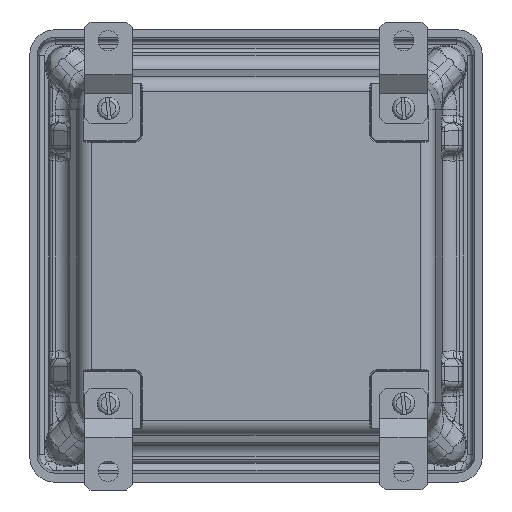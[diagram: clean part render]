
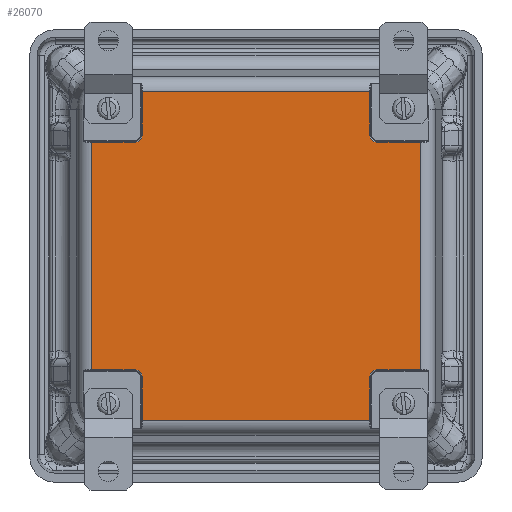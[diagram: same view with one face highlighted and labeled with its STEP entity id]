
A CAD part, front view. The second image highlights one B-rep face of the part: STEP entity #26070.
In plain terms, the highlighted planar face has unit normal (0, -1, 0).
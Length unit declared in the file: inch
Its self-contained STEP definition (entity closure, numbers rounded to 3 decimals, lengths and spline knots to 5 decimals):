
#201 = DIRECTION ( 'NONE',  ( 0., 1., 0. ) ) ;
#582 = EDGE_CURVE ( 'NONE', #28096, #13287, #35944, .T. ) ;
#643 = EDGE_CURVE ( 'NONE', #4201, #22697, #9405, .T. ) ;
#1282 = DIRECTION ( 'NONE',  ( 0., 1., 0. ) ) ;
#1616 = ORIENTED_EDGE ( 'NONE', *, *, #41755, .T. ) ;
#1663 = CARTESIAN_POINT ( 'NONE',  ( -2.484, -4.175, -1.93068 ) ) ;
#1669 = CARTESIAN_POINT ( 'NONE',  ( -2.79301, -4.175, 1.93068 ) ) ;
#2498 = PLANE ( 'NONE',  #30207 ) ;
#2618 = CIRCLE ( 'NONE', #3277, 0.13932 ) ;
#3277 = AXIS2_PLACEMENT_3D ( 'NONE', #20229, #201, #23583 ) ;
#4184 = EDGE_CURVE ( 'NONE', #39458, #28096, #32162, .T. ) ;
#4201 = VERTEX_POINT ( 'NONE', #22755 ) ;
#5088 = CARTESIAN_POINT ( 'NONE',  ( 1.93068, -4.175, 2.07 ) ) ;
#5170 = VERTEX_POINT ( 'NONE', #15239 ) ;
#5778 = VERTEX_POINT ( 'NONE', #5088 ) ;
#5988 = DIRECTION ( 'NONE',  ( -1., 0., 0. ) ) ;
#6390 = ORIENTED_EDGE ( 'NONE', *, *, #12448, .T. ) ;
#6551 = CARTESIAN_POINT ( 'NONE',  ( -2.484, -4.175, 2.79301 ) ) ;
#6604 = CARTESIAN_POINT ( 'NONE',  ( 1.93068, -4.175, 2.79301 ) ) ;
#6767 = DIRECTION ( 'NONE',  ( 0., 0., -1. ) ) ;
#6950 = ORIENTED_EDGE ( 'NONE', *, *, #582, .T. ) ;
#7482 = CARTESIAN_POINT ( 'NONE',  ( 1.93068, -4.175, 2.484 ) ) ;
#7649 = CARTESIAN_POINT ( 'NONE',  ( -1.93068, -4.175, 2.79301 ) ) ;
#7826 = EDGE_CURVE ( 'NONE', #39520, #28701, #34612, .T. ) ;
#8164 = CIRCLE ( 'NONE', #17791, 0.13932 ) ;
#8711 = VERTEX_POINT ( 'NONE', #9986 ) ;
#8715 = EDGE_CURVE ( 'NONE', #28701, #33167, #37184, .T. ) ;
#8728 = EDGE_CURVE ( 'NONE', #8711, #4201, #38213, .T. ) ;
#9222 = CARTESIAN_POINT ( 'NONE',  ( -2.484, -4.175, 2.484 ) ) ;
#9405 = LINE ( 'NONE', #30871, #26068 ) ;
#9986 = CARTESIAN_POINT ( 'NONE',  ( -1.93068, -4.175, -2.07 ) ) ;
#10455 = VECTOR ( 'NONE', #40770, 39.37008 ) ;
#10785 = CARTESIAN_POINT ( 'NONE',  ( -2.79301, -4.175, 2.484 ) ) ;
#11421 = ORIENTED_EDGE ( 'NONE', *, *, #37239, .T. ) ;
#11624 = LINE ( 'NONE', #7482, #19479 ) ;
#11662 = VECTOR ( 'NONE', #6767, 39.37008 ) ;
#11976 = CIRCLE ( 'NONE', #38204, 0.13932 ) ;
#12021 = EDGE_CURVE ( 'NONE', #37851, #37094, #33340, .T. ) ;
#12448 = EDGE_CURVE ( 'NONE', #33167, #5170, #30728, .T. ) ;
#12567 = DIRECTION ( 'NONE',  ( 0., 0., 1. ) ) ;
#12938 = LINE ( 'NONE', #24093, #38443 ) ;
#13287 = VERTEX_POINT ( 'NONE', #24485 ) ;
#14188 = ORIENTED_EDGE ( 'NONE', *, *, #8728, .T. ) ;
#15239 = CARTESIAN_POINT ( 'NONE',  ( 2.07, -4.175, 1.93068 ) ) ;
#15338 = EDGE_CURVE ( 'NONE', #37094, #39458, #8164, .T. ) ;
#15768 = ORIENTED_EDGE ( 'NONE', *, *, #7826, .T. ) ;
#16486 = CARTESIAN_POINT ( 'NONE',  ( -2.07, -4.175, -2.07 ) ) ;
#16744 = CARTESIAN_POINT ( 'NONE',  ( 2.79301, -4.175, -1.93068 ) ) ;
#16816 = DIRECTION ( 'NONE',  ( 0., 0., 1. ) ) ;
#16948 = LINE ( 'NONE', #36702, #32499 ) ;
#17118 = ORIENTED_EDGE ( 'NONE', *, *, #643, .T. ) ;
#17461 = EDGE_LOOP ( 'NONE', ( #37488, #22349, #6950, #22740, #1616, #14188, #17118, #24893, #29590, #15768, #42386, #6390, #36295, #11421, #39521, #24121 ) ) ;
#17527 = CARTESIAN_POINT ( 'NONE',  ( -2.07, -4.175, 1.93068 ) ) ;
#17557 = DIRECTION ( 'NONE',  ( 0., 1., 0. ) ) ;
#17791 = AXIS2_PLACEMENT_3D ( 'NONE', #37432, #17557, #40793 ) ;
#19479 = VECTOR ( 'NONE', #34098, 39.37008 ) ;
#19519 = VERTEX_POINT ( 'NONE', #35940 ) ;
#19822 = DIRECTION ( 'NONE',  ( 0., 0., 1. ) ) ;
#20195 = VERTEX_POINT ( 'NONE', #23976 ) ;
#20229 = CARTESIAN_POINT ( 'NONE',  ( 2.07, -4.175, 2.07 ) ) ;
#20717 = VECTOR ( 'NONE', #26649, 39.37008 ) ;
#21331 = CARTESIAN_POINT ( 'NONE',  ( 2.07, -4.175, -2.07 ) ) ;
#21855 = VECTOR ( 'NONE', #26915, 39.37008 ) ;
#22269 = EDGE_CURVE ( 'NONE', #5170, #5778, #2618, .T. ) ;
#22349 = ORIENTED_EDGE ( 'NONE', *, *, #4184, .T. ) ;
#22697 = VERTEX_POINT ( 'NONE', #26889 ) ;
#22740 = ORIENTED_EDGE ( 'NONE', *, *, #42506, .T. ) ;
#22755 = CARTESIAN_POINT ( 'NONE',  ( -1.93068, -4.175, -2.79301 ) ) ;
#23344 = VECTOR ( 'NONE', #5988, 39.37008 ) ;
#23383 = CARTESIAN_POINT ( 'NONE',  ( -1.93068, -4.175, 2.484 ) ) ;
#23482 = VECTOR ( 'NONE', #23910, 39.37008 ) ;
#23582 = CARTESIAN_POINT ( 'NONE',  ( -2.484, -4.175, 1.93068 ) ) ;
#23583 = DIRECTION ( 'NONE',  ( 0., 0., 1. ) ) ;
#23910 = DIRECTION ( 'NONE',  ( 0., 0., -1. ) ) ;
#23976 = CARTESIAN_POINT ( 'NONE',  ( -2.07, -4.175, -1.93068 ) ) ;
#24042 = CARTESIAN_POINT ( 'NONE',  ( -1.93068, -4.175, 2.484 ) ) ;
#24093 = CARTESIAN_POINT ( 'NONE',  ( -2.484, -4.175, -1.93068 ) ) ;
#24121 = ORIENTED_EDGE ( 'NONE', *, *, #12021, .T. ) ;
#24448 = CARTESIAN_POINT ( 'NONE',  ( 2.07, -4.175, -1.93068 ) ) ;
#24485 = CARTESIAN_POINT ( 'NONE',  ( -2.79301, -4.175, -1.93068 ) ) ;
#24638 = DIRECTION ( 'NONE',  ( 0., 0., 1. ) ) ;
#24893 = ORIENTED_EDGE ( 'NONE', *, *, #38117, .T. ) ;
#25934 = CARTESIAN_POINT ( 'NONE',  ( -2.484, -4.175, 1.93068 ) ) ;
#26068 = VECTOR ( 'NONE', #34206, 39.37008 ) ;
#26070 = ADVANCED_FACE ( 'NONE', ( #32901 ), #2498, .F. ) ;
#26649 = DIRECTION ( 'NONE',  ( -1., 0., 0. ) ) ;
#26889 = CARTESIAN_POINT ( 'NONE',  ( 1.93068, -4.175, -2.79301 ) ) ;
#26915 = DIRECTION ( 'NONE',  ( -1., 0., 0. ) ) ;
#27450 = DIRECTION ( 'NONE',  ( 1., 0., 0. ) ) ;
#27571 = VERTEX_POINT ( 'NONE', #6604 ) ;
#28096 = VERTEX_POINT ( 'NONE', #1669 ) ;
#28338 = VECTOR ( 'NONE', #36596, 39.37008 ) ;
#28701 = VERTEX_POINT ( 'NONE', #16744 ) ;
#28735 = CARTESIAN_POINT ( 'NONE',  ( -1.93068, -4.175, 2.07 ) ) ;
#29590 = ORIENTED_EDGE ( 'NONE', *, *, #41239, .T. ) ;
#29922 = CARTESIAN_POINT ( 'NONE',  ( 2.79301, -4.175, 2.484 ) ) ;
#30207 = AXIS2_PLACEMENT_3D ( 'NONE', #9222, #32490, #12567 ) ;
#30728 = LINE ( 'NONE', #23582, #21855 ) ;
#30871 = CARTESIAN_POINT ( 'NONE',  ( -2.484, -4.175, -2.79301 ) ) ;
#31618 = LINE ( 'NONE', #6551, #20717 ) ;
#31695 = DIRECTION ( 'NONE',  ( 1., 0., 0. ) ) ;
#31702 = CIRCLE ( 'NONE', #36567, 0.13932 ) ;
#32158 = CARTESIAN_POINT ( 'NONE',  ( 2.79301, -4.175, 1.93068 ) ) ;
#32162 = LINE ( 'NONE', #25934, #23344 ) ;
#32490 = DIRECTION ( 'NONE',  ( 0., 1., 0. ) ) ;
#32499 = VECTOR ( 'NONE', #16816, 39.37008 ) ;
#32540 = VECTOR ( 'NONE', #31695, 39.37008 ) ;
#32901 = FACE_OUTER_BOUND ( 'NONE', #17461, .T. ) ;
#33167 = VERTEX_POINT ( 'NONE', #32158 ) ;
#33340 = LINE ( 'NONE', #24042, #23482 ) ;
#34098 = DIRECTION ( 'NONE',  ( 0., 0., 1. ) ) ;
#34206 = DIRECTION ( 'NONE',  ( 1., 0., 0. ) ) ;
#34612 = LINE ( 'NONE', #1663, #32540 ) ;
#35940 = CARTESIAN_POINT ( 'NONE',  ( 1.93068, -4.175, -2.07 ) ) ;
#35944 = LINE ( 'NONE', #10785, #10455 ) ;
#36295 = ORIENTED_EDGE ( 'NONE', *, *, #22269, .T. ) ;
#36567 = AXIS2_PLACEMENT_3D ( 'NONE', #16486, #39739, #19822 ) ;
#36596 = DIRECTION ( 'NONE',  ( 0., 0., 1. ) ) ;
#36702 = CARTESIAN_POINT ( 'NONE',  ( 1.93068, -4.175, 2.484 ) ) ;
#37094 = VERTEX_POINT ( 'NONE', #28735 ) ;
#37184 = LINE ( 'NONE', #29922, #28338 ) ;
#37239 = EDGE_CURVE ( 'NONE', #5778, #27571, #16948, .T. ) ;
#37432 = CARTESIAN_POINT ( 'NONE',  ( -2.07, -4.175, 2.07 ) ) ;
#37488 = ORIENTED_EDGE ( 'NONE', *, *, #15338, .T. ) ;
#37851 = VERTEX_POINT ( 'NONE', #7649 ) ;
#38117 = EDGE_CURVE ( 'NONE', #22697, #19519, #11624, .T. ) ;
#38204 = AXIS2_PLACEMENT_3D ( 'NONE', #21331, #1282, #24638 ) ;
#38213 = LINE ( 'NONE', #23383, #11662 ) ;
#38443 = VECTOR ( 'NONE', #27450, 39.37008 ) ;
#39458 = VERTEX_POINT ( 'NONE', #17527 ) ;
#39520 = VERTEX_POINT ( 'NONE', #24448 ) ;
#39521 = ORIENTED_EDGE ( 'NONE', *, *, #43165, .T. ) ;
#39739 = DIRECTION ( 'NONE',  ( 0., 1., 0. ) ) ;
#40770 = DIRECTION ( 'NONE',  ( 0., 0., -1. ) ) ;
#40793 = DIRECTION ( 'NONE',  ( 0., 0., 1. ) ) ;
#41239 = EDGE_CURVE ( 'NONE', #19519, #39520, #11976, .T. ) ;
#41755 = EDGE_CURVE ( 'NONE', #20195, #8711, #31702, .T. ) ;
#42386 = ORIENTED_EDGE ( 'NONE', *, *, #8715, .T. ) ;
#42506 = EDGE_CURVE ( 'NONE', #13287, #20195, #12938, .T. ) ;
#43165 = EDGE_CURVE ( 'NONE', #27571, #37851, #31618, .T. ) ;
